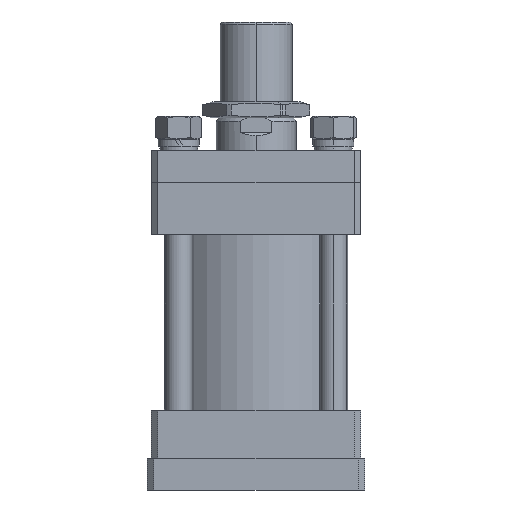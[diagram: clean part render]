
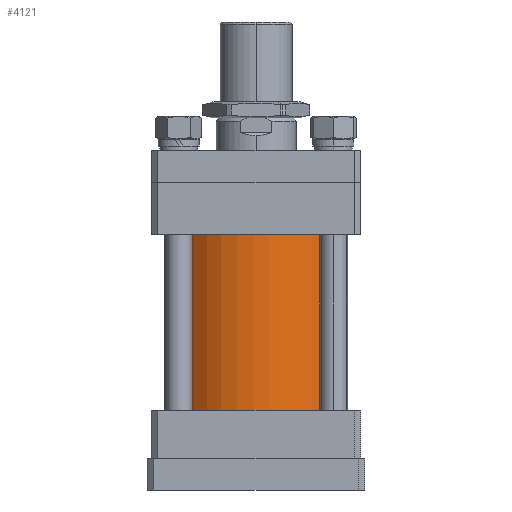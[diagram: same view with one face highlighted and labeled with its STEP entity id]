
A CAD part, front view. The second image highlights one B-rep face of the part: STEP entity #4121.
In plain terms, the highlighted cylindrical face has radius 115 mm (diameter 230 mm), a partial arc.
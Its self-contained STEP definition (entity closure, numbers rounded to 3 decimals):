
#176 = VERTEX_POINT ( 'NONE', #5628 ) ;
#228 = VERTEX_POINT ( 'NONE', #5596 ) ;
#262 = VERTEX_POINT ( 'NONE', #5588 ) ;
#313 = VERTEX_POINT ( 'NONE', #5562 ) ;
#437 = ORIENTED_EDGE ( 'NONE', *, *, #1282, .F. ) ;
#439 = ORIENTED_EDGE ( 'NONE', *, *, #1278, .F. ) ;
#443 = ORIENTED_EDGE ( 'NONE', *, *, #1280, .T. ) ;
#444 = ORIENTED_EDGE ( 'NONE', *, *, #1284, .T. ) ;
#1278 = EDGE_CURVE ( 'NONE', #313, #228, #7360, .T. ) ;
#1280 = EDGE_CURVE ( 'NONE', #176, #262, #7396, .T. ) ;
#1282 = EDGE_CURVE ( 'NONE', #176, #313, #7635, .T. ) ;
#1284 = EDGE_CURVE ( 'NONE', #262, #228, #5387, .T. ) ;
#1561 = AXIS2_PLACEMENT_3D ( 'NONE', #5767, #5733, #5769 ) ;
#1605 = AXIS2_PLACEMENT_3D ( 'NONE', #3023, #3058, #3030 ) ;
#1607 = AXIS2_PLACEMENT_3D ( 'NONE', #3003, #3049, #3031 ) ;
#2992 = CARTESIAN_POINT ( 'NONE',  ( 115., 0., 110. ) ) ;
#2993 = DIRECTION ( 'NONE',  ( 0., 0., -1. ) ) ;
#3003 = CARTESIAN_POINT ( 'NONE',  ( 0., 0., 110. ) ) ;
#3007 = DIRECTION ( 'NONE',  ( 0., 0., -1. ) ) ;
#3023 = CARTESIAN_POINT ( 'NONE',  ( 0., 0., -110. ) ) ;
#3030 = DIRECTION ( 'NONE',  ( 1., 0., 0. ) ) ;
#3031 = DIRECTION ( 'NONE',  ( 1., 0., 0. ) ) ;
#3048 = CARTESIAN_POINT ( 'NONE',  ( -115., 0., 110. ) ) ;
#3049 = DIRECTION ( 'NONE',  ( 0., 0., 1. ) ) ;
#3058 = DIRECTION ( 'NONE',  ( 0., 0., 1. ) ) ;
#4121 = ADVANCED_FACE ( 'NONE', ( #5386 ), #5382, .T. ) ;
#5382 = CYLINDRICAL_SURFACE ( 'NONE', #1561, 115. ) ;
#5386 = FACE_OUTER_BOUND ( 'NONE', #7383, .T. ) ;
#5387 = CIRCLE ( 'NONE', #1605, 115. ) ;
#5562 = CARTESIAN_POINT ( 'NONE',  ( 115., 0., 110. ) ) ;
#5588 = CARTESIAN_POINT ( 'NONE',  ( -115., 0., -110. ) ) ;
#5596 = CARTESIAN_POINT ( 'NONE',  ( 115., 0., -110. ) ) ;
#5628 = CARTESIAN_POINT ( 'NONE',  ( -115., 0., 110. ) ) ;
#5733 = DIRECTION ( 'NONE',  ( 0., 0., -1. ) ) ;
#5767 = CARTESIAN_POINT ( 'NONE',  ( 0., 0., 110. ) ) ;
#5769 = DIRECTION ( 'NONE',  ( -1., 0., 0. ) ) ;
#7360 = LINE ( 'NONE', #2992, #7445 ) ;
#7383 = EDGE_LOOP ( 'NONE', ( #439, #437, #443, #444 ) ) ;
#7396 = LINE ( 'NONE', #3048, #7425 ) ;
#7425 = VECTOR ( 'NONE', #2993, 1000. ) ;
#7445 = VECTOR ( 'NONE', #3007, 1000. ) ;
#7635 = CIRCLE ( 'NONE', #1607, 115. ) ;
